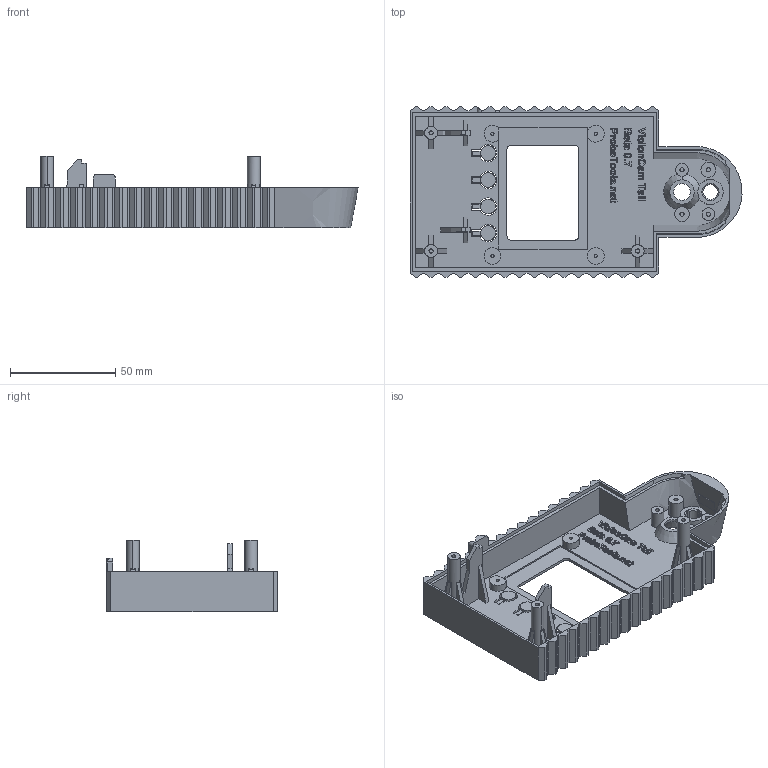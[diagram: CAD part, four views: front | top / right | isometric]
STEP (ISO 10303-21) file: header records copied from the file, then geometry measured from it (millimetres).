
FILE_DESCRIPTION (( 'STEP AP203' ), '1' );
FILE_NAME ('VisionCam Tall Beta 0.7 Front.STEP', '2018-04-13T14:08:16', ( '' ), ( '' ), 'SwSTEP 2.0', 'SolidWorks 2017', '' );
FILE_SCHEMA (( 'CONFIG_CONTROL_DESIGN' ));
Length unit declared in the file: millimetre
Products named in the file (1): VisionCam Tall Beta 0.7 Front
Bounding box: 157.45 x 81 x 34 mm (x, y, z)
Volume: 46824.5 mm3; surface area: 42718.5 mm2
Topology: 1 solids, 1 shells, 853 faces, 2329 edges, 1548 vertices
Faces by surface type: plane 515, bspline 238, cylinder 94, cone 6
Entity records: 38143 total; most frequent: CARTESIAN_POINT 18039, ORIENTED_EDGE 4658, DIRECTION 3212, EDGE_CURVE 2329, VECTOR 1602, LINE 1602, VERTEX_POINT 1548, EDGE_LOOP 937
